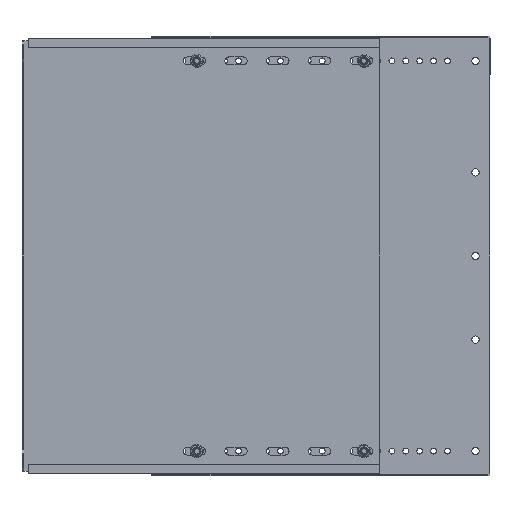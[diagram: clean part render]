
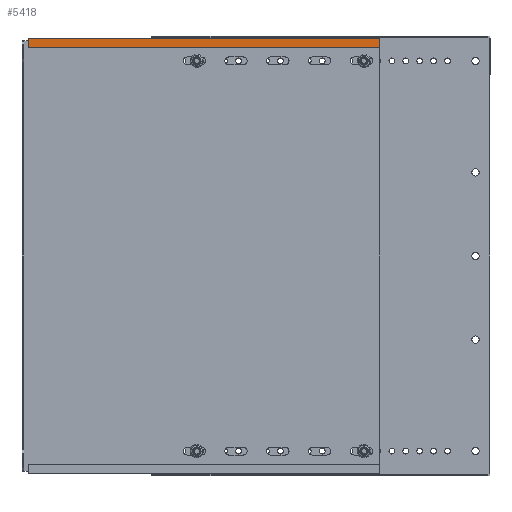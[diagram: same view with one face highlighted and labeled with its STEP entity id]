
A CAD part, front view. The second image highlights one B-rep face of the part: STEP entity #5418.
In plain terms, the highlighted planar face has unit normal (0, -1, 0).
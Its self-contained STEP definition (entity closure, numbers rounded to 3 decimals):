
#50 = CARTESIAN_POINT ( 'NONE',  ( -422.845, -1.6, 195.25 ) ) ;
#132 = CARTESIAN_POINT ( 'NONE',  ( -98.75, -1.6, 186.7 ) ) ;
#233 = CARTESIAN_POINT ( 'NONE',  ( -413.75, -1.6, 195.25 ) ) ;
#277 = EDGE_LOOP ( 'NONE', ( #7181, #7620, #1776, #3667 ) ) ;
#318 = LINE ( 'NONE', #8888, #1703 ) ;
#459 = FACE_OUTER_BOUND ( 'NONE', #277, .T. ) ;
#882 = DIRECTION ( 'NONE',  ( -1., 0., 0. ) ) ;
#950 = CARTESIAN_POINT ( 'NONE',  ( -256.25, -1.6, 190.2 ) ) ;
#1459 = VECTOR ( 'NONE', #882, 1000. ) ;
#1703 = VECTOR ( 'NONE', #1803, 1000. ) ;
#1776 = ORIENTED_EDGE ( 'NONE', *, *, #9317, .F. ) ;
#1803 = DIRECTION ( 'NONE',  ( 0., 0., 1. ) ) ;
#1874 = VERTEX_POINT ( 'NONE', #132 ) ;
#2104 = EDGE_CURVE ( 'NONE', #1874, #2290, #9307, .T. ) ;
#2290 = VERTEX_POINT ( 'NONE', #3222 ) ;
#2303 = DIRECTION ( 'NONE',  ( 1., 0., 0. ) ) ;
#3104 = LINE ( 'NONE', #7808, #4533 ) ;
#3143 = CARTESIAN_POINT ( 'NONE',  ( -98.75, -1.6, 195.25 ) ) ;
#3222 = CARTESIAN_POINT ( 'NONE',  ( -413.75, -1.6, 186.7 ) ) ;
#3667 = ORIENTED_EDGE ( 'NONE', *, *, #4897, .F. ) ;
#3950 = DIRECTION ( 'NONE',  ( 0., -1., 0. ) ) ;
#4388 = PLANE ( 'NONE',  #7807 ) ;
#4533 = VECTOR ( 'NONE', #6373, 1000. ) ;
#4897 = EDGE_CURVE ( 'NONE', #2290, #9816, #318, .T. ) ;
#5092 = VERTEX_POINT ( 'NONE', #3143 ) ;
#5418 = ADVANCED_FACE ( 'NONE', ( #459 ), #4388, .T. ) ;
#6131 = EDGE_CURVE ( 'NONE', #5092, #1874, #3104, .T. ) ;
#6373 = DIRECTION ( 'NONE',  ( 0., 0., -1. ) ) ;
#7181 = ORIENTED_EDGE ( 'NONE', *, *, #2104, .F. ) ;
#7620 = ORIENTED_EDGE ( 'NONE', *, *, #6131, .F. ) ;
#7807 = AXIS2_PLACEMENT_3D ( 'NONE', #950, #3950, #8655 ) ;
#7808 = CARTESIAN_POINT ( 'NONE',  ( -98.75, -1.6, 190.2 ) ) ;
#8655 = DIRECTION ( 'NONE',  ( 0., 0., -1. ) ) ;
#8834 = CARTESIAN_POINT ( 'NONE',  ( -256.25, -1.6, 186.7 ) ) ;
#8888 = CARTESIAN_POINT ( 'NONE',  ( -413.75, -1.6, 190.2 ) ) ;
#9240 = VECTOR ( 'NONE', #2303, 1000. ) ;
#9307 = LINE ( 'NONE', #8834, #1459 ) ;
#9317 = EDGE_CURVE ( 'NONE', #9816, #5092, #9386, .T. ) ;
#9386 = LINE ( 'NONE', #50, #9240 ) ;
#9816 = VERTEX_POINT ( 'NONE', #233 ) ;
